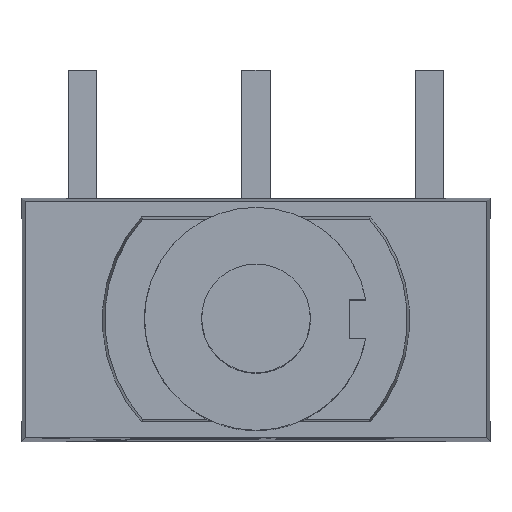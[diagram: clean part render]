
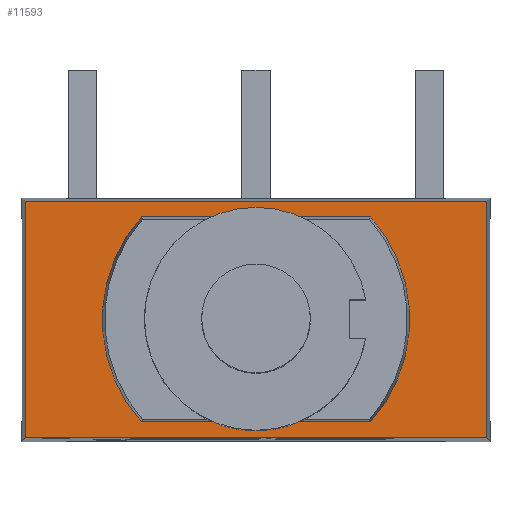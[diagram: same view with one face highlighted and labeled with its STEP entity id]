
A CAD part, top view. The second image highlights one B-rep face of the part: STEP entity #11593.
In plain terms, the highlighted planar face has unit normal (0, 0, 1).
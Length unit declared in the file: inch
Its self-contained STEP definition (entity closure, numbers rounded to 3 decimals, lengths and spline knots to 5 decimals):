
#2618=CARTESIAN_POINT('',(0.12237,0.10945,0.40945));
#2619=VERTEX_POINT('',#2618);
#2626=CARTESIAN_POINT('',(-0.12237,0.10945,0.40945));
#2627=VERTEX_POINT('',#2626);
#2628=CARTESIAN_POINT('',(-0.12237,0.10945,0.40945));
#2629=DIRECTION('',(1.0,0.0,0.0));
#2630=VECTOR('',#2629,0.24473);
#2631=LINE('',#2628,#2630);
#2632=EDGE_CURVE('',#2627,#2619,#2631,.T.);
#2649=CARTESIAN_POINT('',(0.12237,-0.10945,0.40945));
#2650=VERTEX_POINT('',#2649);
#2657=CARTESIAN_POINT('',(0.,0.,0.40945));
#2658=DIRECTION('',(0.0,0.0,-1.0));
#2659=DIRECTION('',(0.745,-0.667,0.0));
#2660=AXIS2_PLACEMENT_3D('',#2657,#2658,#2659);
#2661=CIRCLE('',#2660,0.16417);
#2662=EDGE_CURVE('',#2619,#2650,#2661,.T.);
#2676=CARTESIAN_POINT('',(-0.12237,-0.10945,0.40945));
#2677=VERTEX_POINT('',#2676);
#2684=CARTESIAN_POINT('',(0.12237,-0.10945,0.40945));
#2685=DIRECTION('',(-1.0,0.0,0.0));
#2686=VECTOR('',#2685,0.24473);
#2687=LINE('',#2684,#2686);
#2688=EDGE_CURVE('',#2650,#2677,#2687,.T.);
#2701=CARTESIAN_POINT('',(0.,0.,0.40945));
#2702=DIRECTION('',(0.0,0.0,-1.0));
#2703=DIRECTION('',(-0.745,0.667,0.0));
#2704=AXIS2_PLACEMENT_3D('',#2701,#2702,#2703);
#2705=CIRCLE('',#2704,0.16417);
#2706=EDGE_CURVE('',#2677,#2627,#2705,.T.);
#10705=CARTESIAN_POINT('',(0.24643,-0.12635,0.40945));
#10706=VERTEX_POINT('',#10705);
#10713=CARTESIAN_POINT('',(-0.24643,-0.12635,0.40945));
#10714=VERTEX_POINT('',#10713);
#10715=CARTESIAN_POINT('',(0.24643,-0.12635,0.40945));
#10716=DIRECTION('',(-1.0,0.0,0.0));
#10717=VECTOR('',#10716,0.49285);
#10718=LINE('',#10715,#10717);
#10719=EDGE_CURVE('',#10706,#10714,#10718,.T.);
#11419=CARTESIAN_POINT('',(-0.24643,0.12635,0.40945));
#11420=VERTEX_POINT('',#11419);
#11421=CARTESIAN_POINT('',(-0.24643,-0.12635,0.40945));
#11422=DIRECTION('',(0.0,1.0,0.0));
#11423=VECTOR('',#11422,0.2527);
#11424=LINE('',#11421,#11423);
#11425=EDGE_CURVE('',#10714,#11420,#11424,.T.);
#11535=CARTESIAN_POINT('',(0.24643,0.12635,0.40945));
#11536=VERTEX_POINT('',#11535);
#11537=CARTESIAN_POINT('',(-0.24643,0.12635,0.40945));
#11538=DIRECTION('',(1.0,0.0,0.0));
#11539=VECTOR('',#11538,0.49285);
#11540=LINE('',#11537,#11539);
#11541=EDGE_CURVE('',#11420,#11536,#11540,.T.);
#11563=CARTESIAN_POINT('',(0.24643,0.12635,0.40945));
#11564=DIRECTION('',(0.0,-1.0,0.0));
#11565=VECTOR('',#11564,0.2527);
#11566=LINE('',#11563,#11565);
#11567=EDGE_CURVE('',#11536,#10706,#11566,.T.);
#11576=CARTESIAN_POINT('',(-0.27107,-0.13898,0.40945));
#11577=DIRECTION('',(0.0,0.0,1.0));
#11578=DIRECTION('',(1.0,0.0,0.0));
#11579=AXIS2_PLACEMENT_3D('',#11576,#11577,#11578);
#11580=PLANE('',#11579);
#11581=ORIENTED_EDGE('',*,*,#11425,.F.);
#11582=ORIENTED_EDGE('',*,*,#10719,.F.);
#11583=ORIENTED_EDGE('',*,*,#11567,.F.);
#11584=ORIENTED_EDGE('',*,*,#11541,.F.);
#11585=EDGE_LOOP('',(#11581,#11582,#11583,#11584));
#11586=FACE_OUTER_BOUND('',#11585,.T.);
#11587=ORIENTED_EDGE('',*,*,#2632,.T.);
#11588=ORIENTED_EDGE('',*,*,#2662,.T.);
#11589=ORIENTED_EDGE('',*,*,#2688,.T.);
#11590=ORIENTED_EDGE('',*,*,#2706,.T.);
#11591=EDGE_LOOP('',(#11587,#11588,#11589,#11590));
#11592=FACE_BOUND('',#11591,.T.);
#11593=ADVANCED_FACE('',(#11586,#11592),#11580,.T.);
